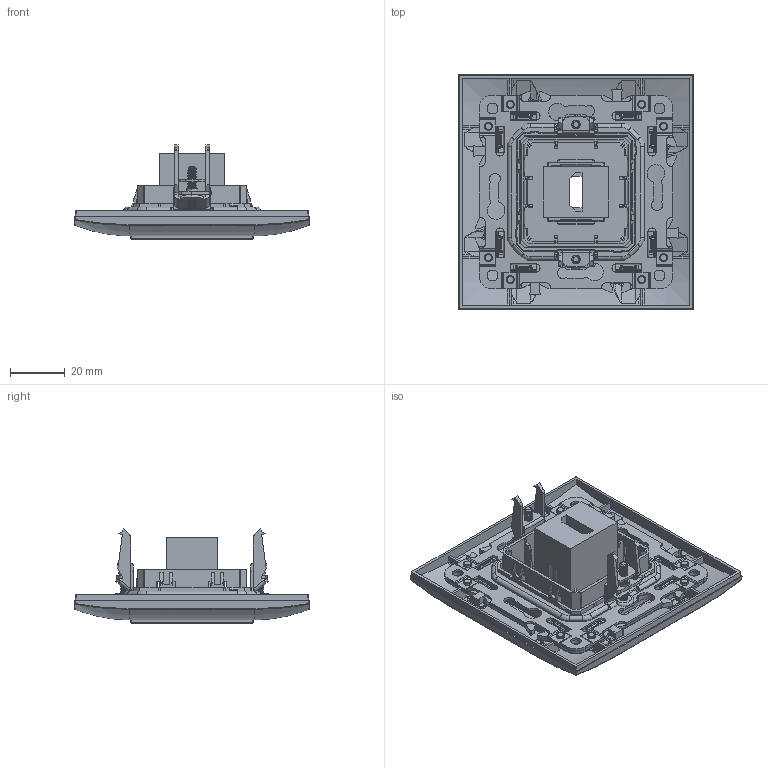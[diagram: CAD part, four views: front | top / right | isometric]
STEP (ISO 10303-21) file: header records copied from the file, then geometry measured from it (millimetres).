
FILE_DESCRIPTION (( 'STEP AP214' ), '1' );
FILE_NAME ('HDMI ðîçåêòà.stp.STEP', '2024-06-06T09:24:09', ( '' ), ( '' ), 'SwSTEP 2.0', 'SolidWorks 2022', '' );
FILE_SCHEMA (( 'AUTOMOTIVE_DESIGN' ));
Length unit declared in the file: millimetre
Products named in the file (1): HDMI розекта.stp
Bounding box: 86 x 86 x 34.36 mm (x, y, z)
Volume: 40538.4 mm3; surface area: 56530.4 mm2
Topology: 12 solids, 12 shells, 3587 faces, 10163 edges, 6582 vertices
Faces by surface type: plane 2026, cylinder 1191, bspline 166, cone 114, torus 70, sphere 20
Entity records: 148088 total; most frequent: CARTESIAN_POINT 56481, ORIENTED_EDGE 20306, DIRECTION 17725, EDGE_CURVE 10153, LINE 6857, VECTOR 6857, VERTEX_POINT 6580, AXIS2_PLACEMENT_3D 5434
